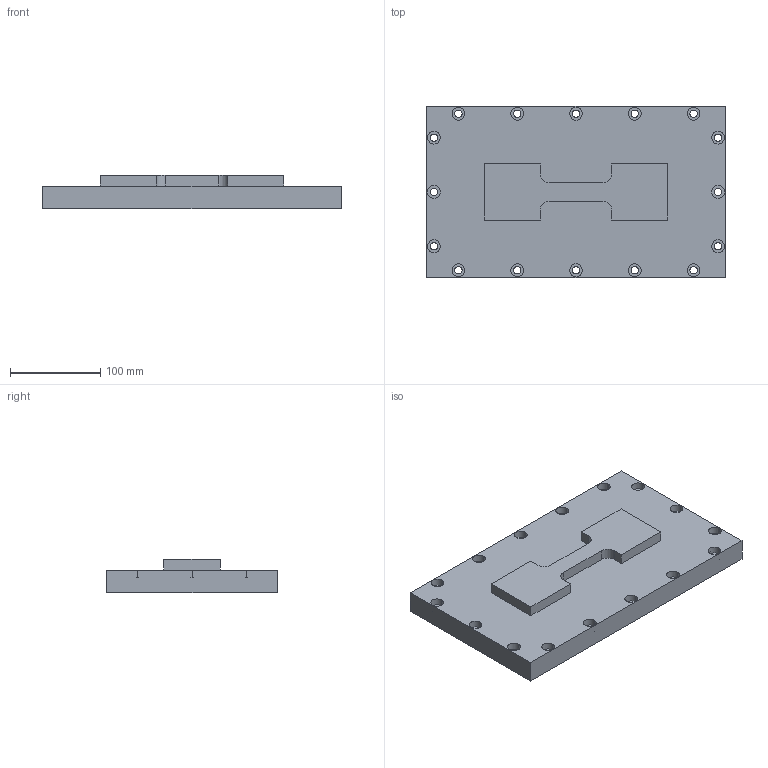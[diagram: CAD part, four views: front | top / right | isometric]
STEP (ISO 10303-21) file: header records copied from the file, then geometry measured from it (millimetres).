
FILE_DESCRIPTION (( 'STEP AP214' ), '1' );
FILE_NAME ('Couvercle_carter2.STEP', '2023-02-04T18:26:50', ( '' ), ( '' ), 'SwSTEP 2.0', 'SolidWorks 2020', '' );
FILE_SCHEMA (( 'AUTOMOTIVE_DESIGN' ));
Length unit declared in the file: millimetre
Products named in the file (1): Couvercle_carter2
Bounding box: 330 x 189 x 37 mm (x, y, z)
Volume: 679290.8 mm3; surface area: 189557.1 mm2
Topology: 1 solids, 1 shells, 140 faces, 332 edges, 220 vertices
Faces by surface type: cylinder 88, plane 48, torus 4
Entity records: 4226 total; most frequent: DIRECTION 798, CARTESIAN_POINT 693, ORIENTED_EDGE 664, EDGE_CURVE 332, AXIS2_PLACEMENT_3D 325, VERTEX_POINT 220, EDGE_LOOP 198, CIRCLE 184
